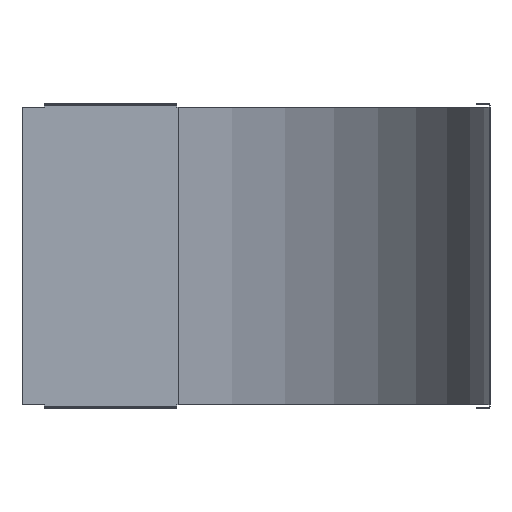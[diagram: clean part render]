
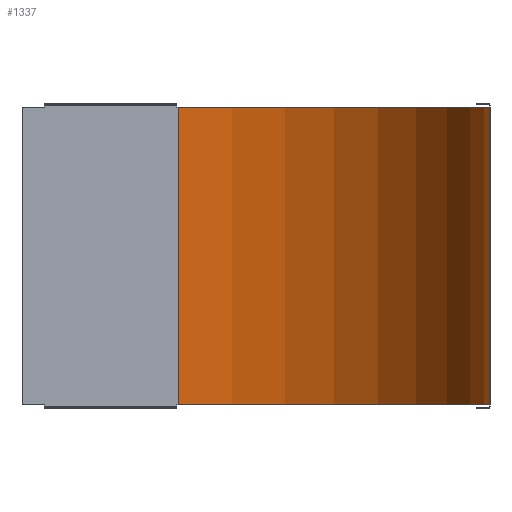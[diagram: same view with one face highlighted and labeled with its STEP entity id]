
A CAD part, front view. The second image highlights one B-rep face of the part: STEP entity #1337.
In plain terms, the highlighted cylindrical face has radius 208.75 mm (diameter 417.5 mm), a partial arc.
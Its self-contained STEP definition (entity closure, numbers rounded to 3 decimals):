
#52 = DIRECTION ( 'NONE',  ( -1., 0., 0. ) ) ;
#55 = DIRECTION ( 'NONE',  ( 0., 0., 1. ) ) ;
#63 = CARTESIAN_POINT ( 'NONE',  ( 0., 0., 100. ) ) ;
#133 = VERTEX_POINT ( 'NONE', #1601 ) ;
#326 = DIRECTION ( 'NONE',  ( 0., 0., -1. ) ) ;
#327 = CARTESIAN_POINT ( 'NONE',  ( 0., 208.75, 100. ) ) ;
#370 = VERTEX_POINT ( 'NONE', #442 ) ;
#411 = CARTESIAN_POINT ( 'NONE',  ( 0., 208.75, 100. ) ) ;
#441 = EDGE_LOOP ( 'NONE', ( #829, #930, #1627, #927 ) ) ;
#442 = CARTESIAN_POINT ( 'NONE',  ( 0., 208.75, -100. ) ) ;
#507 = CIRCLE ( 'NONE', #1540, 208.75 ) ;
#528 = VECTOR ( 'NONE', #595, 1000. ) ;
#539 = LINE ( 'NONE', #570, #528 ) ;
#570 = CARTESIAN_POINT ( 'NONE',  ( 208.75, 0., 100. ) ) ;
#595 = DIRECTION ( 'NONE',  ( 0., 0., -1. ) ) ;
#706 = EDGE_CURVE ( 'NONE', #133, #370, #1293, .T. ) ;
#765 = CARTESIAN_POINT ( 'NONE',  ( 208.75, 0., 100. ) ) ;
#778 = VERTEX_POINT ( 'NONE', #765 ) ;
#795 = LINE ( 'NONE', #327, #796 ) ;
#796 = VECTOR ( 'NONE', #326, 1000. ) ;
#829 = ORIENTED_EDGE ( 'NONE', *, *, #706, .F. ) ;
#880 = CYLINDRICAL_SURFACE ( 'NONE', #1438, 208.75 ) ;
#899 = VERTEX_POINT ( 'NONE', #411 ) ;
#927 = ORIENTED_EDGE ( 'NONE', *, *, #1406, .T. ) ;
#930 = ORIENTED_EDGE ( 'NONE', *, *, #1640, .F. ) ;
#950 = DIRECTION ( 'NONE',  ( -1., 0., 0. ) ) ;
#964 = DIRECTION ( 'NONE',  ( 0., 0., 1. ) ) ;
#967 = FACE_OUTER_BOUND ( 'NONE', #441, .T. ) ;
#972 = CARTESIAN_POINT ( 'NONE',  ( 0., 0., -100. ) ) ;
#1168 = CARTESIAN_POINT ( 'NONE',  ( 0., 0., 100. ) ) ;
#1173 = DIRECTION ( 'NONE',  ( 0., 0., -1. ) ) ;
#1214 = DIRECTION ( 'NONE',  ( -1., 0., 0. ) ) ;
#1293 = CIRCLE ( 'NONE', #1501, 208.75 ) ;
#1337 = ADVANCED_FACE ( 'NONE', ( #967 ), #880, .F. ) ;
#1406 = EDGE_CURVE ( 'NONE', #899, #370, #795, .T. ) ;
#1438 = AXIS2_PLACEMENT_3D ( 'NONE', #1168, #1173, #1214 ) ;
#1501 = AXIS2_PLACEMENT_3D ( 'NONE', #972, #964, #950 ) ;
#1540 = AXIS2_PLACEMENT_3D ( 'NONE', #63, #55, #52 ) ;
#1601 = CARTESIAN_POINT ( 'NONE',  ( 208.75, 0., -100. ) ) ;
#1627 = ORIENTED_EDGE ( 'NONE', *, *, #1743, .T. ) ;
#1640 = EDGE_CURVE ( 'NONE', #778, #133, #539, .T. ) ;
#1743 = EDGE_CURVE ( 'NONE', #778, #899, #507, .T. ) ;
